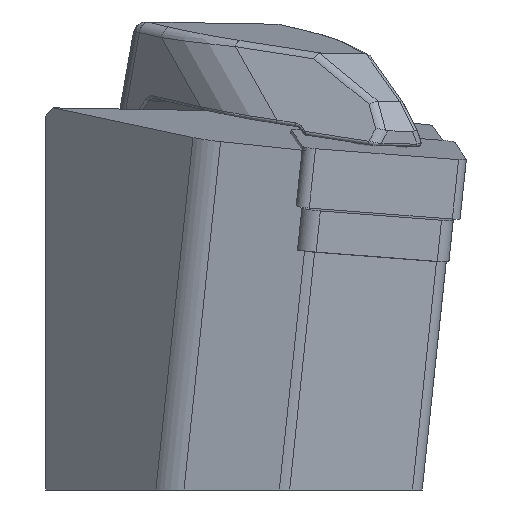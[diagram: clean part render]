
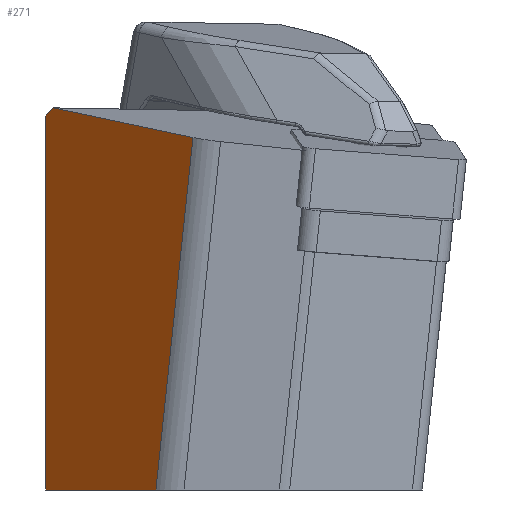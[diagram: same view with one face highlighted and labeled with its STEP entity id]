
A CAD part, left-side view. The second image highlights one B-rep face of the part: STEP entity #271.
In plain terms, the highlighted planar face has unit normal (-0.703, 0.711, 0).
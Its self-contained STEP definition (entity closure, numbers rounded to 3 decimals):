
#271=ADVANCED_FACE('',(#447),#395,.F.);
#395=PLANE('',#2229);
#447=FACE_OUTER_BOUND('',#565,.T.);
#565=EDGE_LOOP('',(#1078,#1079,#1080,#1081,#1082));
#707=LINE('',#3120,#878);
#716=LINE('',#3141,#887);
#725=LINE('',#3160,#896);
#726=LINE('',#3161,#897);
#727=LINE('',#3163,#898);
#878=VECTOR('',#2481,1.);
#887=VECTOR('',#2494,1.);
#896=VECTOR('',#2509,1.);
#897=VECTOR('',#2510,1.);
#898=VECTOR('',#2511,1.);
#1078=ORIENTED_EDGE('',*,*,#1879,.F.);
#1079=ORIENTED_EDGE('',*,*,#1870,.F.);
#1080=ORIENTED_EDGE('',*,*,#1880,.F.);
#1081=ORIENTED_EDGE('',*,*,#1881,.T.);
#1082=ORIENTED_EDGE('',*,*,#1860,.F.);
#1663=VERTEX_POINT('',#3119);
#1664=VERTEX_POINT('',#3121);
#1667=VERTEX_POINT('',#3128);
#1673=VERTEX_POINT('',#3140);
#1681=VERTEX_POINT('',#3162);
#1860=EDGE_CURVE('',#1663,#1664,#707,.T.);
#1870=EDGE_CURVE('',#1673,#1667,#716,.T.);
#1879=EDGE_CURVE('',#1667,#1663,#725,.T.);
#1880=EDGE_CURVE('',#1681,#1673,#726,.T.);
#1881=EDGE_CURVE('',#1681,#1664,#727,.T.);
#2229=AXIS2_PLACEMENT_3D('',#3164,#2512,#2513);
#2481=DIRECTION('',(-0.703,-0.696,-0.147));
#2494=DIRECTION('',(0.001,0.,1.));
#2509=DIRECTION('',(-0.572,-0.566,0.594));
#2510=DIRECTION('',(0.711,0.703,0.));
#2511=DIRECTION('',(-0.105,-0.104,0.989));
#2512=DIRECTION('',(0.703,-0.711,0.));
#2513=DIRECTION('',(0.711,0.703,0.));
#3119=CARTESIAN_POINT('',(12.628,-0.588,4.013));
#3120=CARTESIAN_POINT('',(1.911,-11.187,1.766));
#3121=CARTESIAN_POINT('',(1.911,-11.187,1.766));
#3128=CARTESIAN_POINT('',(13.222,0.,3.397));
#3140=CARTESIAN_POINT('',(13.206,0.,-25.));
#3141=CARTESIAN_POINT('',(13.198,0.,-37.504));
#3160=CARTESIAN_POINT('',(22.479,9.162,-6.211));
#3161=CARTESIAN_POINT('',(6.064,-7.064,-25.));
#3162=CARTESIAN_POINT('',(4.739,-8.374,-25.));
#3163=CARTESIAN_POINT('',(6.06,-7.06,-37.5));
#3164=CARTESIAN_POINT('',(6.06,-7.06,-37.5));
